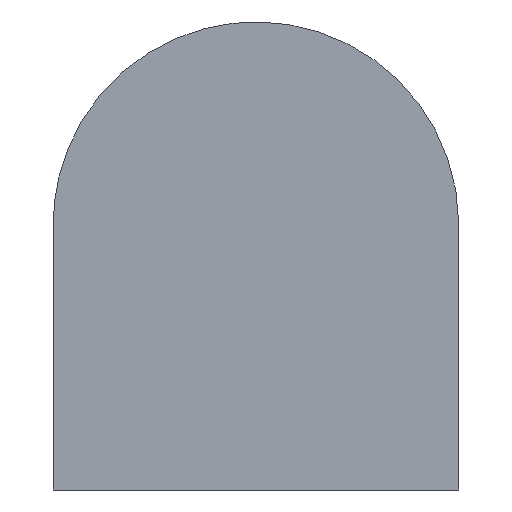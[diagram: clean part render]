
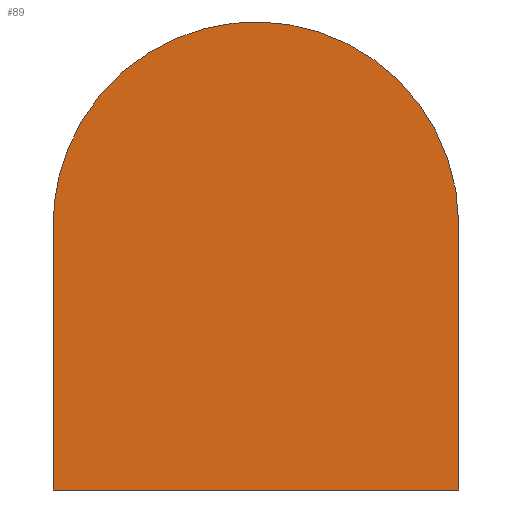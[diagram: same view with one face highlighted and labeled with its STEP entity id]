
A CAD part, front view. The second image highlights one B-rep face of the part: STEP entity #89.
In plain terms, the highlighted free-form (B-spline) face has degree [1, 1] with [2, 2] control points.
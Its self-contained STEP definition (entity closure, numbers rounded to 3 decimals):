
#44=CARTESIAN_POINT('',(-7.149,0.0,8.249));
#45=CARTESIAN_POINT('',(7.149,0.0,8.249));
#46=CARTESIAN_POINT('',(-7.149,0.0,-8.249));
#47=CARTESIAN_POINT('',(7.149,0.0,-8.249));
#48=B_SPLINE_SURFACE_WITH_KNOTS('',1,1,((#44,#46),(#45,#47)),.UNSPECIFIED.,.F.,.F.,.U.,(2,2),(2,2),(0.0,14.299),(0.0,16.499),.UNSPECIFIED.);
#49=CARTESIAN_POINT('',(-6.5,0.0,-7.5));
#50=VERTEX_POINT('',#49);
#51=CARTESIAN_POINT('',(6.5,0.0,-7.5));
#52=VERTEX_POINT('',#51);
#53=CARTESIAN_POINT('',(-6.5,0.0,-7.5));
#54=CARTESIAN_POINT('',(6.5,0.0,-7.5));
#55=QUASI_UNIFORM_CURVE('',1,(#53,#54),.UNSPECIFIED.,.F.,.U.);
#56=EDGE_CURVE('',#50,#52,#55,.T.);
#57=ORIENTED_EDGE('',*,*,#56,.T.);
#58=CARTESIAN_POINT('',(6.5,0.0,1.0));
#59=VERTEX_POINT('',#58);
#60=CARTESIAN_POINT('',(6.5,0.0,-7.5));
#61=CARTESIAN_POINT('',(6.5,0.0,1.0));
#62=QUASI_UNIFORM_CURVE('',1,(#60,#61),.UNSPECIFIED.,.F.,.U.);
#63=EDGE_CURVE('',#52,#59,#62,.T.);
#64=ORIENTED_EDGE('',*,*,#63,.T.);
#65=CARTESIAN_POINT('',(-6.5,0.0,1.0));
#66=VERTEX_POINT('',#65);
#67=CARTESIAN_POINT('',(6.5,0.0,1.0));
#68=CARTESIAN_POINT('',(6.5,0.0,7.5));
#69=CARTESIAN_POINT('',(0.0,0.0,7.5));
#70=CARTESIAN_POINT('',(-6.5,0.0,7.5));
#71=CARTESIAN_POINT('',(-6.5,0.0,1.0));
#79=(BOUNDED_CURVE()B_SPLINE_CURVE(2,(#67,#68,#69,#70,#71),.UNSPECIFIED.,.F.,.U.)B_SPLINE_CURVE_WITH_KNOTS((3,2,3),(0.0,0.5,1.0),.UNSPECIFIED.)CURVE()GEOMETRIC_REPRESENTATION_ITEM()RATIONAL_B_SPLINE_CURVE((1.0,0.707,1.0,0.707,1.0))REPRESENTATION_ITEM(''));
#80=EDGE_CURVE('',#59,#66,#79,.T.);
#81=ORIENTED_EDGE('',*,*,#80,.T.);
#82=CARTESIAN_POINT('',(-6.5,0.0,1.0));
#83=CARTESIAN_POINT('',(-6.5,0.0,-7.5));
#84=QUASI_UNIFORM_CURVE('',1,(#82,#83),.UNSPECIFIED.,.F.,.U.);
#85=EDGE_CURVE('',#66,#50,#84,.T.);
#86=ORIENTED_EDGE('',*,*,#85,.T.);
#87=EDGE_LOOP('',(#57,#64,#81,#86));
#88=FACE_OUTER_BOUND('',#87,.T.);
#89=ADVANCED_FACE('',(#88),#48,.F.);
